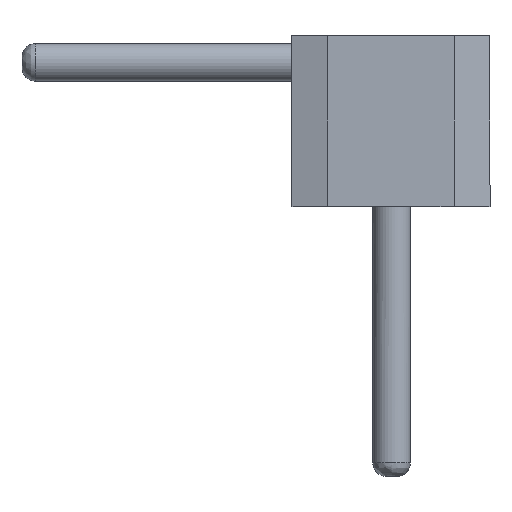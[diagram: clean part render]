
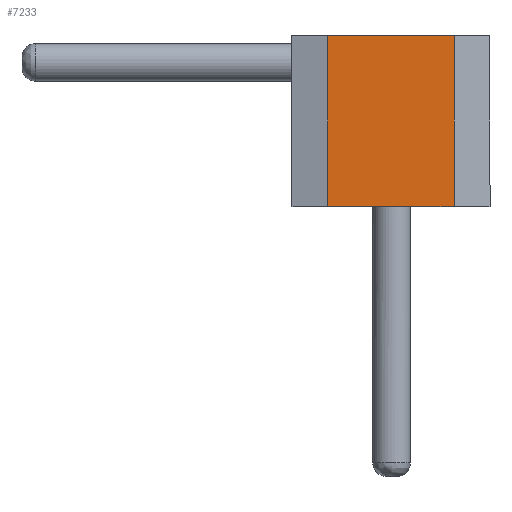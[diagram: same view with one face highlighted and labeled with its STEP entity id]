
A CAD part, left-side view. The second image highlights one B-rep face of the part: STEP entity #7233.
In plain terms, the highlighted planar face has unit normal (-1, 0, 0).
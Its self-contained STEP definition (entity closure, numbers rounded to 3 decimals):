
#138=PLANE('',#7745);
#713=LINE('',#11997,#1512);
#822=LINE('',#12191,#1621);
#827=LINE('',#12201,#1626);
#828=LINE('',#12203,#1627);
#1512=VECTOR('',#8880,1.);
#1621=VECTOR('',#8993,1.);
#1626=VECTOR('',#9008,1.);
#1627=VECTOR('',#9011,1.);
#2099=FACE_OUTER_BOUND('',#2461,.T.);
#2461=EDGE_LOOP('',(#5772,#5773,#5774,#5775));
#3370=VERTEX_POINT('',#11994);
#3371=VERTEX_POINT('',#11996);
#3447=VERTEX_POINT('',#12176);
#3454=VERTEX_POINT('',#12189);
#4201=EDGE_CURVE('',#3371,#3370,#713,.T.);
#4310=EDGE_CURVE('',#3454,#3447,#822,.T.);
#4315=EDGE_CURVE('',#3454,#3371,#827,.T.);
#4316=EDGE_CURVE('',#3447,#3370,#828,.T.);
#5772=ORIENTED_EDGE('',*,*,#4310,.F.);
#5773=ORIENTED_EDGE('',*,*,#4315,.T.);
#5774=ORIENTED_EDGE('',*,*,#4201,.T.);
#5775=ORIENTED_EDGE('',*,*,#4316,.F.);
#7233=ADVANCED_FACE('',(#2099),#138,.T.);
#7745=AXIS2_PLACEMENT_3D('',#12202,#9009,#9010);
#8880=DIRECTION('',(0.,-1.,0.));
#8993=DIRECTION('',(0.,-1.,0.));
#9008=DIRECTION('',(0.,0.,-1.));
#9009=DIRECTION('center_axis',(-1.,0.,0.));
#9010=DIRECTION('ref_axis',(0.,0.,
-1.));
#9011=DIRECTION('',(0.,0.,-1.));
#11994=CARTESIAN_POINT('',(-14.314,0.895,2.508));
#11996=CARTESIAN_POINT('',(-14.314,2.295,2.508));
#11997=CARTESIAN_POINT('',(-14.314,-778.891,2.508));
#12176=CARTESIAN_POINT('',(-14.314,0.895,4.408));
#12189=CARTESIAN_POINT('',(-14.314,2.295,4.408));
#12191=CARTESIAN_POINT('',(-14.314,781.881,4.408));
#12201=CARTESIAN_POINT('',(-14.314,2.295,4.508));
#12202=CARTESIAN_POINT('Origin',(-14.314,2.02,3.908));
#12203=CARTESIAN_POINT('',(-14.314,0.895,4.508));
